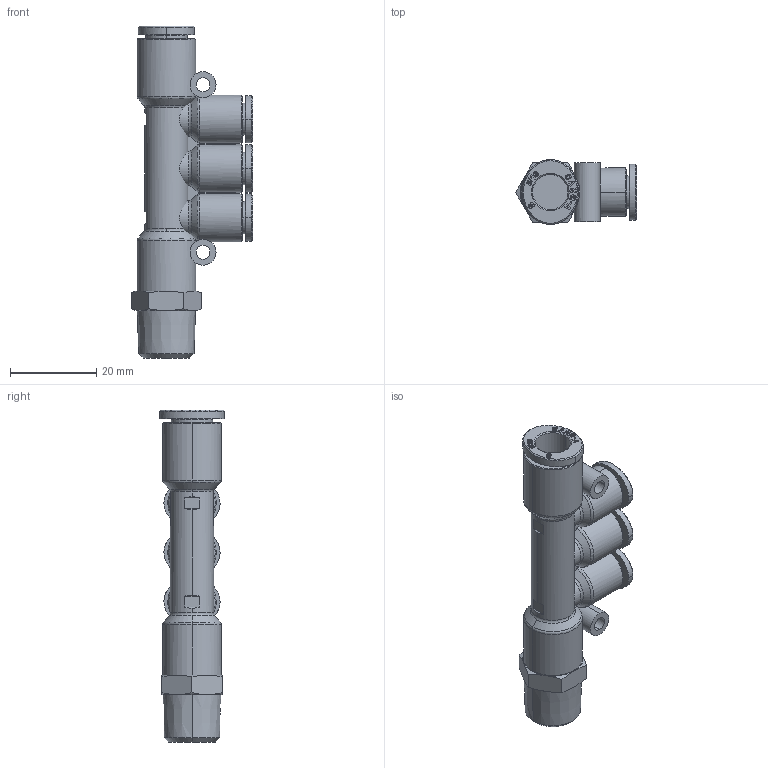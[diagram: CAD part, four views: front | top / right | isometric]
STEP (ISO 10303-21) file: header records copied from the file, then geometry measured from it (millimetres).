
FILE_DESCRIPTION (( 'STEP AP214' ), '1' );
FILE_NAME ('PKD08-06-02.stp', '2015-09-16T10:20:33', ( '' ), ( '' ), 'SwSTEP 2.0', 'SolidWorks 2015', '' );
FILE_SCHEMA (( 'AUTOMOTIVE_DESIGN' ));
Length unit declared in the file: millimetre
Products named in the file (2): PKD08-06-02; ｦ+ﾃｦ2
Assembly tree (1 placements, depth 2):
  PKD08-06-02
    ｦ+ﾃｦ2
Bounding box: 28.03 x 15 x 76.9 mm (x, y, z)
Volume: 10615.5 mm3; surface area: 7928 mm2
Topology: 1 solids, 1 shells, 1141 faces, 3198 edges, 2120 vertices
Faces by surface type: plane 871, bspline 136, cylinder 78, cone 45, torus 11
Entity records: 42436 total; most frequent: CARTESIAN_POINT 12976, ORIENTED_EDGE 6396, DIRECTION 5041, EDGE_CURVE 3198, VECTOR 2549, LINE 2549, VERTEX_POINT 2120, AXIS2_PLACEMENT_3D 1246
